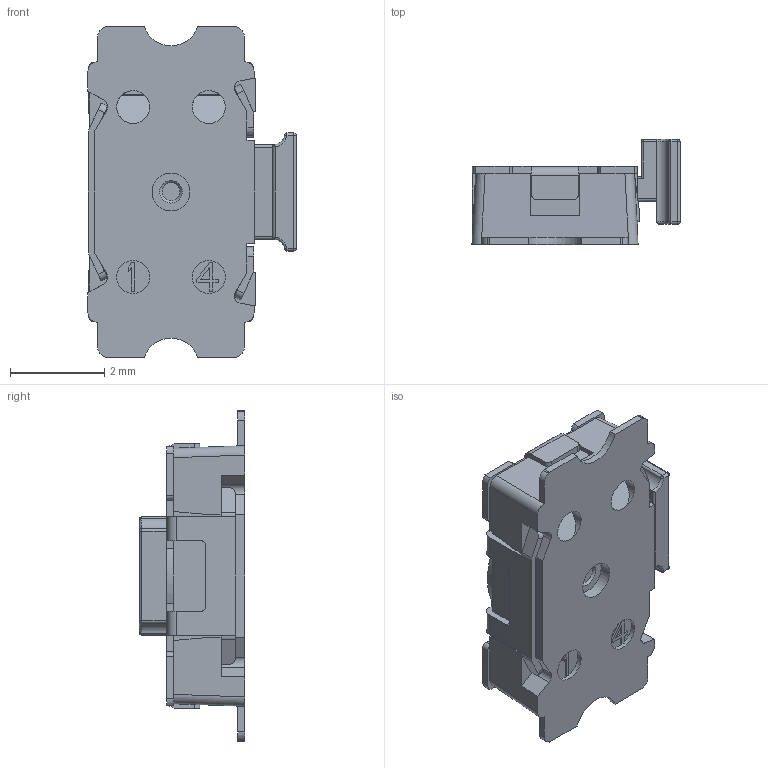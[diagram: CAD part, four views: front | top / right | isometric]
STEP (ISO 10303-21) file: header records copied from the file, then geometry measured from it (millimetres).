
FILE_DESCRIPTION( ( 'STEP AP214' ), ' ' );
FILE_NAME( 'psolqas0947191002.stp', '2017-10-30T08:47:19', ( '' ), ( '' ), ' ', 'PARTsolutions', ' ' );
FILE_SCHEMA( ( 'AUTOMOTIVE_DESIGN { 1 0 10303 214 1 1 1 1 }' ) );
Length unit declared in the file: metre
Products named in the file (1): 1
Bounding box: 4.41 x 2.23 x 7 mm (x, y, z)
Volume: 33.5 mm3; surface area: 102.7 mm2
Topology: 1 solids, 1 shells, 304 faces, 823 edges, 529 vertices
Faces by surface type: plane 199, cylinder 90, sphere 10, torus 4, cone 1
Full cylindrical faces by diameter (mm): 0.7 x4, 0.8 x1
Entity records: 9533 total; most frequent: CARTESIAN_POINT 1797, ORIENTED_EDGE 1630, DIRECTION 1594, EDGE_CURVE 815, LINE 594, VECTOR 594, VERTEX_POINT 525, AXIS2_PLACEMENT_3D 500
